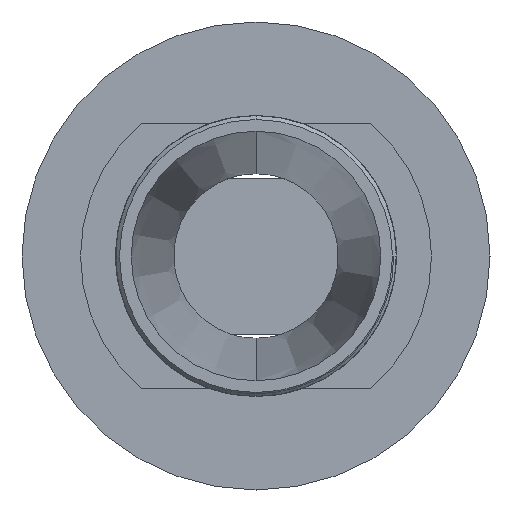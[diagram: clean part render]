
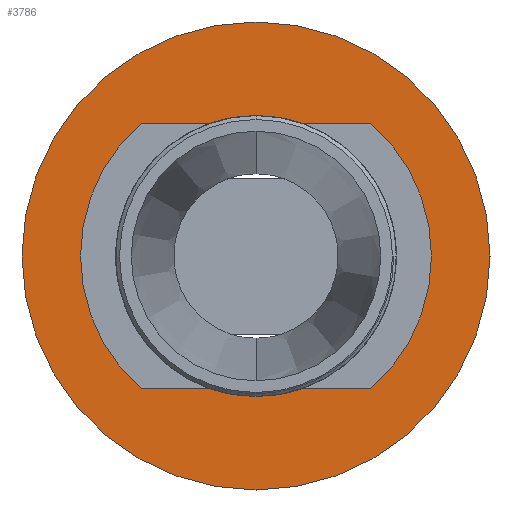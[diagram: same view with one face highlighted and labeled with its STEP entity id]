
A CAD part, front view. The second image highlights one B-rep face of the part: STEP entity #3786.
In plain terms, the highlighted planar face has unit normal (0, -1, 0).
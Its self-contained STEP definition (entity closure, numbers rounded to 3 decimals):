
#143 = EDGE_CURVE ( 'NONE', #3991, #5837, #1355, .T. ) ;
#236 = CARTESIAN_POINT ( 'NONE',  ( 0., 24., -15. ) ) ;
#249 = DIRECTION ( 'NONE',  ( 0., -1., 0. ) ) ;
#257 = CARTESIAN_POINT ( 'NONE',  ( -7.37, 24., -8.5 ) ) ;
#437 = CIRCLE ( 'NONE', #6746, 15. ) ;
#557 = CARTESIAN_POINT ( 'NONE',  ( -25., 24., -8.5 ) ) ;
#621 = CARTESIAN_POINT ( 'NONE',  ( 11.25, 24., 0. ) ) ;
#884 = EDGE_LOOP ( 'NONE', ( #1496, #1264 ) ) ;
#958 = AXIS2_PLACEMENT_3D ( 'NONE', #4351, #4471, #4966 ) ;
#1153 = ORIENTED_EDGE ( 'NONE', *, *, #4593, .F. ) ;
#1264 = ORIENTED_EDGE ( 'NONE', *, *, #7495, .T. ) ;
#1274 = PLANE ( 'NONE',  #6036 ) ;
#1355 = CIRCLE ( 'NONE', #5071, 15. ) ;
#1402 = DIRECTION ( 'NONE',  ( 0., 0., -1. ) ) ;
#1496 = ORIENTED_EDGE ( 'NONE', *, *, #143, .T. ) ;
#1695 = CIRCLE ( 'NONE', #958, 11.25 ) ;
#1833 = DIRECTION ( 'NONE',  ( 0., 0., -1. ) ) ;
#1941 = CARTESIAN_POINT ( 'NONE',  ( -25., 24., 8.5 ) ) ;
#2027 = CARTESIAN_POINT ( 'NONE',  ( 0., 24., 0. ) ) ;
#2589 = EDGE_CURVE ( 'NONE', #5847, #3429, #2637, .T. ) ;
#2620 = ORIENTED_EDGE ( 'NONE', *, *, #4495, .F. ) ;
#2637 = LINE ( 'NONE', #1941, #7496 ) ;
#2678 = CIRCLE ( 'NONE', #7024, 11.25 ) ;
#2996 = DIRECTION ( 'NONE',  ( 0., -1., 0. ) ) ;
#3140 = DIRECTION ( 'NONE',  ( 0., -1., 0. ) ) ;
#3394 = ORIENTED_EDGE ( 'NONE', *, *, #5631, .F. ) ;
#3429 = VERTEX_POINT ( 'NONE', #7411 ) ;
#3637 = DIRECTION ( 'NONE',  ( 0., -1., 0. ) ) ;
#3726 = CARTESIAN_POINT ( 'NONE',  ( 0., 24., 0. ) ) ;
#3786 = ADVANCED_FACE ( 'NONE', ( #4835, #5930 ), #1274, .T. ) ;
#3991 = VERTEX_POINT ( 'NONE', #236 ) ;
#4231 = CARTESIAN_POINT ( 'NONE',  ( 0., 24., 15. ) ) ;
#4351 = CARTESIAN_POINT ( 'NONE',  ( 0., 24., 0. ) ) ;
#4471 = DIRECTION ( 'NONE',  ( 0., -1., 0. ) ) ;
#4495 = EDGE_CURVE ( 'NONE', #5172, #3429, #1695, .T. ) ;
#4593 = EDGE_CURVE ( 'NONE', #5847, #5244, #2678, .T. ) ;
#4712 = CARTESIAN_POINT ( 'NONE',  ( 7.37, 24., -8.5 ) ) ;
#4835 = FACE_BOUND ( 'NONE', #5866, .T. ) ;
#4918 = DIRECTION ( 'NONE',  ( 1., 0., 0. ) ) ;
#4966 = DIRECTION ( 'NONE',  ( 0., 0., -1. ) ) ;
#5071 = AXIS2_PLACEMENT_3D ( 'NONE', #5941, #2996, #1833 ) ;
#5172 = VERTEX_POINT ( 'NONE', #4712 ) ;
#5244 = VERTEX_POINT ( 'NONE', #257 ) ;
#5631 = EDGE_CURVE ( 'NONE', #5244, #5172, #7078, .T. ) ;
#5837 = VERTEX_POINT ( 'NONE', #4231 ) ;
#5847 = VERTEX_POINT ( 'NONE', #5973 ) ;
#5866 = EDGE_LOOP ( 'NONE', ( #1153, #6424, #2620, #3394 ) ) ;
#5930 = FACE_OUTER_BOUND ( 'NONE', #884, .T. ) ;
#5941 = CARTESIAN_POINT ( 'NONE',  ( 0., 24., 0. ) ) ;
#5973 = CARTESIAN_POINT ( 'NONE',  ( -7.37, 24., 8.5 ) ) ;
#6036 = AXIS2_PLACEMENT_3D ( 'NONE', #621, #3637, #7141 ) ;
#6417 = DIRECTION ( 'NONE',  ( 1., 0., 0. ) ) ;
#6424 = ORIENTED_EDGE ( 'NONE', *, *, #2589, .T. ) ;
#6746 = AXIS2_PLACEMENT_3D ( 'NONE', #2027, #3140, #1402 ) ;
#7024 = AXIS2_PLACEMENT_3D ( 'NONE', #3726, #249, #7348 ) ;
#7078 = LINE ( 'NONE', #557, #7178 ) ;
#7141 = DIRECTION ( 'NONE',  ( 0., 0., -1. ) ) ;
#7178 = VECTOR ( 'NONE', #6417, 1000. ) ;
#7348 = DIRECTION ( 'NONE',  ( 0., 0., -1. ) ) ;
#7411 = CARTESIAN_POINT ( 'NONE',  ( 7.37, 24., 8.5 ) ) ;
#7495 = EDGE_CURVE ( 'NONE', #5837, #3991, #437, .T. ) ;
#7496 = VECTOR ( 'NONE', #4918, 1000. ) ;
